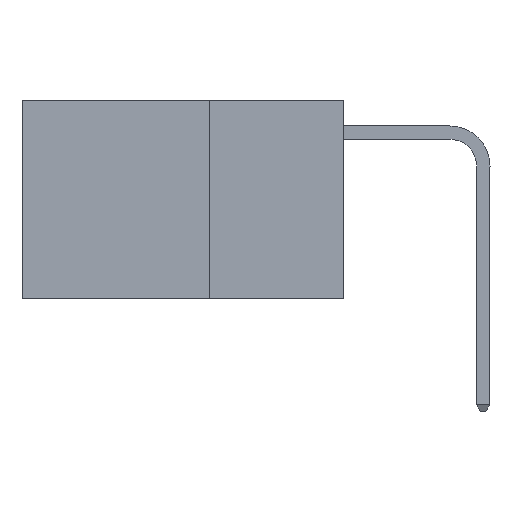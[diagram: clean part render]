
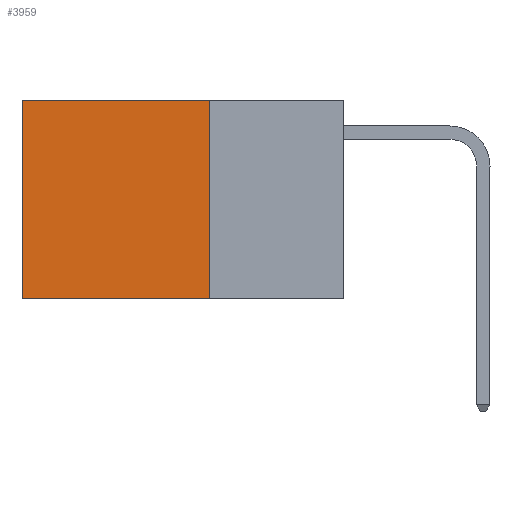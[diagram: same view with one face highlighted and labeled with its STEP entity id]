
A CAD part, left-side view. The second image highlights one B-rep face of the part: STEP entity #3959.
In plain terms, the highlighted planar face has unit normal (-1, 0, 0).
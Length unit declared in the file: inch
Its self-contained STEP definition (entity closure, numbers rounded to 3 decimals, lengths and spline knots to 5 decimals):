
#853 = CARTESIAN_POINT ( 'NONE',  ( 0.2625, 0.6, 0. ) ) ;
#1162 = DIRECTION ( 'NONE',  ( 0., 0., -1. ) ) ;
#1554 = EDGE_CURVE ( 'NONE', #3120, #18199, #18111, .T. ) ;
#1778 = CARTESIAN_POINT ( 'NONE',  ( 0.2625, 0.25, 0. ) ) ;
#1892 = DIRECTION ( 'NONE',  ( 0., 0., -1. ) ) ;
#2088 = ORIENTED_EDGE ( 'NONE', *, *, #17392, .F. ) ;
#2579 = VECTOR ( 'NONE', #16871, 39.37008 ) ;
#2737 = LINE ( 'NONE', #14144, #19456 ) ;
#3120 = VERTEX_POINT ( 'NONE', #10214 ) ;
#3623 = ORIENTED_EDGE ( 'NONE', *, *, #1554, .F. ) ;
#3959 = ADVANCED_FACE ( 'NONE', ( #4590 ), #12483, .F. ) ;
#4590 = FACE_OUTER_BOUND ( 'NONE', #20377, .T. ) ;
#8724 = CARTESIAN_POINT ( 'NONE',  ( 0.2625, 0.25, -0.37 ) ) ;
#9179 = CARTESIAN_POINT ( 'NONE',  ( 0.2625, 0.25, -0.37 ) ) ;
#9465 = VECTOR ( 'NONE', #1162, 39.37008 ) ;
#9566 = CARTESIAN_POINT ( 'NONE',  ( 0.2625, 0.25, 0. ) ) ;
#9905 = ORIENTED_EDGE ( 'NONE', *, *, #16601, .T. ) ;
#10214 = CARTESIAN_POINT ( 'NONE',  ( 0.2625, 0.25, 0. ) ) ;
#10552 = EDGE_CURVE ( 'NONE', #3120, #16417, #17362, .T. ) ;
#11233 = DIRECTION ( 'NONE',  ( 0., 1., 0. ) ) ;
#12014 = CARTESIAN_POINT ( 'NONE',  ( 0.2625, 0.6, -0.37 ) ) ;
#12483 = PLANE ( 'NONE',  #16377 ) ;
#12506 = DIRECTION ( 'NONE',  ( 1., 0., 0. ) ) ;
#12580 = CARTESIAN_POINT ( 'NONE',  ( 0.2625, 0.25, 0. ) ) ;
#13029 = VECTOR ( 'NONE', #11233, 39.37008 ) ;
#13107 = VERTEX_POINT ( 'NONE', #12014 ) ;
#14144 = CARTESIAN_POINT ( 'NONE',  ( 0.2625, 0.6, 0. ) ) ;
#14335 = ORIENTED_EDGE ( 'NONE', *, *, #10552, .T. ) ;
#16377 = AXIS2_PLACEMENT_3D ( 'NONE', #12580, #12506, #1892 ) ;
#16417 = VERTEX_POINT ( 'NONE', #853 ) ;
#16601 = EDGE_CURVE ( 'NONE', #16417, #13107, #2737, .T. ) ;
#16871 = DIRECTION ( 'NONE',  ( 0., 1., 0. ) ) ;
#17362 = LINE ( 'NONE', #9566, #13029 ) ;
#17392 = EDGE_CURVE ( 'NONE', #18199, #13107, #19778, .T. ) ;
#18111 = LINE ( 'NONE', #1778, #9465 ) ;
#18199 = VERTEX_POINT ( 'NONE', #9179 ) ;
#19019 = DIRECTION ( 'NONE',  ( 0., 0., -1. ) ) ;
#19456 = VECTOR ( 'NONE', #19019, 39.37008 ) ;
#19778 = LINE ( 'NONE', #8724, #2579 ) ;
#20377 = EDGE_LOOP ( 'NONE', ( #9905, #2088, #3623, #14335 ) ) ;
